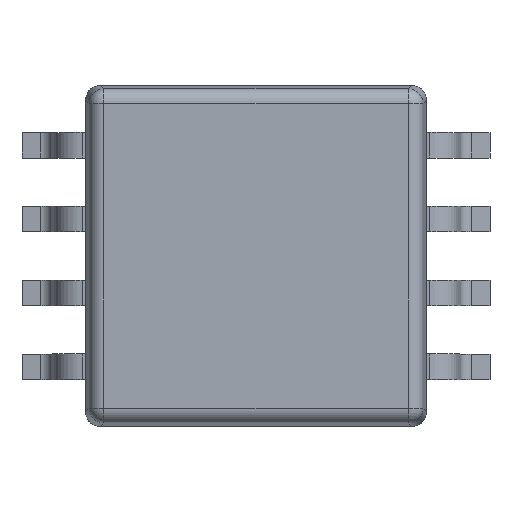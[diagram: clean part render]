
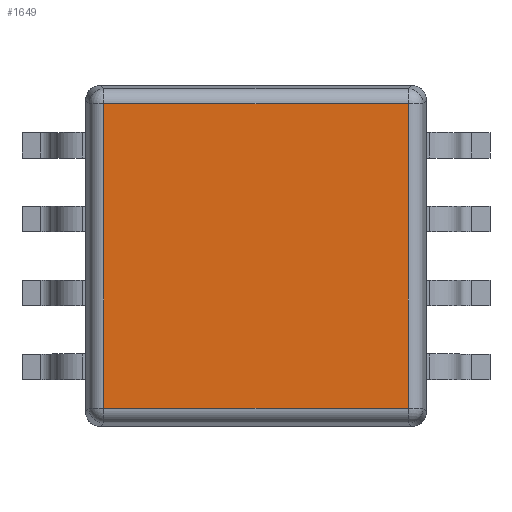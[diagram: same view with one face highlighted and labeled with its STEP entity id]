
A CAD part, top view. The second image highlights one B-rep face of the part: STEP entity #1649.
In plain terms, the highlighted face is planar.
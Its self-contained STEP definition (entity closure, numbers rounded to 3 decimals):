
#587=DIRECTION('',(-1.,0.,0.));
#588=VECTOR('',#587,2.682);
#589=CARTESIAN_POINT('',(1.341,0.358,-1.341));
#590=LINE('',#589,#588);
#601=DIRECTION('',(1.,0.,0.));
#602=VECTOR('',#601,2.682);
#603=CARTESIAN_POINT('',(-1.341,0.358,1.341));
#604=LINE('',#603,#602);
#1115=DIRECTION('',(0.,0.,1.));
#1116=VECTOR('',#1115,2.682);
#1117=CARTESIAN_POINT('',(-1.341,0.358,-1.341));
#1118=LINE('',#1117,#1116);
#1129=DIRECTION('',(0.,0.,-1.));
#1130=VECTOR('',#1129,2.682);
#1131=CARTESIAN_POINT('',(1.341,0.358,1.341));
#1132=LINE('',#1131,#1130);
#1167=CARTESIAN_POINT('',(1.341,0.358,1.341));
#1168=CARTESIAN_POINT('',(1.341,0.358,-1.341));
#1169=VERTEX_POINT('',#1167);
#1170=VERTEX_POINT('',#1168);
#1175=CARTESIAN_POINT('',(-1.341,0.358,-1.341));
#1176=VERTEX_POINT('',#1175);
#1181=CARTESIAN_POINT('',(-1.341,0.358,1.341));
#1182=VERTEX_POINT('',#1181);
#1635=CARTESIAN_POINT('',(0.,0.358,0.));
#1636=DIRECTION('',(0.,1.,0.));
#1637=DIRECTION('',(1.,0.,0.));
#1638=AXIS2_PLACEMENT_3D('',#1635,#1636,#1637);
#1639=PLANE('',#1638);
#1641=ORIENTED_EDGE('',*,*,#1640,.F.);
#1643=ORIENTED_EDGE('',*,*,#1642,.F.);
#1644=ORIENTED_EDGE('',*,*,#1626,.F.);
#1646=ORIENTED_EDGE('',*,*,#1645,.F.);
#1647=EDGE_LOOP('',(#1641,#1643,#1644,#1646));
#1648=FACE_OUTER_BOUND('',#1647,.F.);
#1649=ADVANCED_FACE('',(#1648),#1639,.T.);
#1626=EDGE_CURVE('',#1170,#1176,#590,.T.);
#1640=EDGE_CURVE('',#1182,#1169,#604,.T.);
#1642=EDGE_CURVE('',#1176,#1182,#1118,.T.);
#1645=EDGE_CURVE('',#1169,#1170,#1132,.T.);
